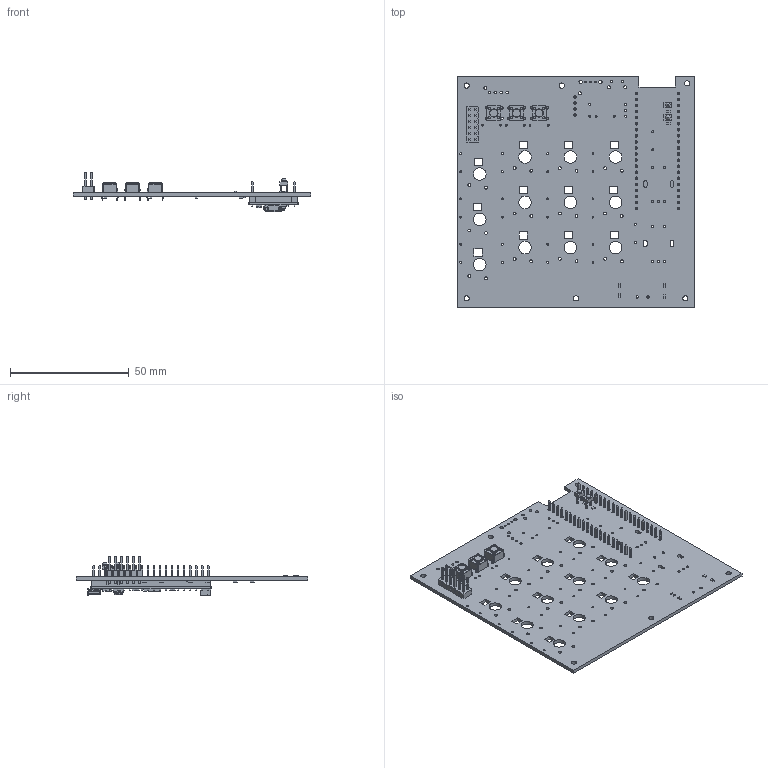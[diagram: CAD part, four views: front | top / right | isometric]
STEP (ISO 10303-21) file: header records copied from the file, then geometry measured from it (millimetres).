
FILE_DESCRIPTION(('KiCad electronic assembly'),'2;1');
FILE_NAME('macropad.step','2026-01-23T00:13:57',('Pcbnew'),('Kicad'), 'Open CASCADE STEP processor 7.9','KiCad to STEP converter','Unknown' );
FILE_SCHEMA(('AUTOMOTIVE_DESIGN { 1 0 10303 214 1 1 1 1 }'));
Length unit declared in the file: millimetre
Products named in the file (10): macropad 1; LED_D1.8mm_W3.3mm_H2.4mm; SW_PUSH_6mm; R_0603_1608Metric; PinHeader_2x06_P2.54mm_Vertical; C_0603_1608Metric; RaspberryPi_Pico_H; RaspberryPi_Pico_H_Module_KiCad; RaspberryPi_Pico_Header_DIP-40_H2.54mm_KiCad; macropad_PCB
Assembly tree (29 placements, depth 3):
  macropad 1
    LED_D1.8mm_W3.3mm_H2.4mm  x2
    SW_PUSH_6mm  x3
    R_0603_1608Metric  x7
    PinHeader_2x06_P2.54mm_Vertical
    C_0603_1608Metric  x12
    RaspberryPi_Pico_H
      RaspberryPi_Pico_H_Module_KiCad
      RaspberryPi_Pico_Header_DIP-40_H2.54mm_KiCad
    macropad_PCB
Bounding box: 100 x 97.5 x 16.66 mm (x, y, z)
Volume: 16850.4 mm3; surface area: 26692.8 mm2
Topology: 28 solids, 28 shells, 2445 faces, 6160 edges, 4035 vertices
Faces by surface type: plane 1842, cylinder 596, torus 5, revolution 2
Full cylindrical faces by diameter (mm): 0.8 x39, 0.9 x4, 1 x126, 1.1 x12, 1.2 x24, 1.3 x4, 1.4 x2, 1.8 x2, 2.1 x4, 2.2 x6, 3.5 x3, 5.25 x12
Entity records: 58314 total; most frequent: CARTESIAN_POINT 9015, DIRECTION 8776, ORIENTED_EDGE 8730, EDGE_CURVE 4365, LINE 3517, VECTOR 3517, VERTEX_POINT 2858, AXIS2_PLACEMENT_3D 2629
